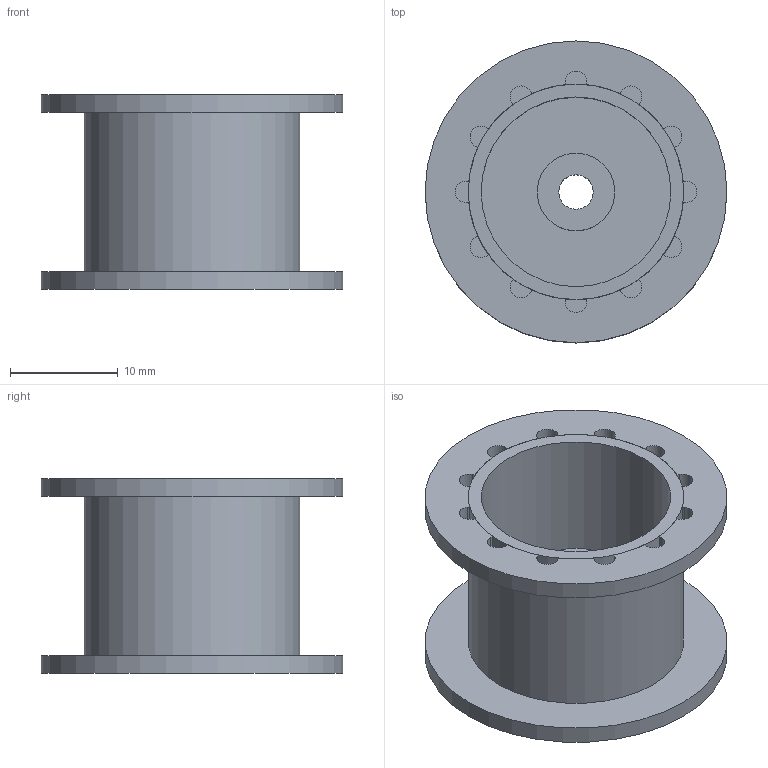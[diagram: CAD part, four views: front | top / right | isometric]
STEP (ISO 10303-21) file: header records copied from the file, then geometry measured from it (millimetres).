
FILE_DESCRIPTION(/* description */ (''),/* implementation_level */ '2;1');
FILE_NAME(/* name */ 'Spool.stp',/* time_stamp */ '2021-01-06T11:14:52-05:00',/* author */ ('elmar'),/* organization */ (''),/* preprocessor_version */ 'ST-DEVELOPER v18.1',/* originating_system */ 'Autodesk Inventor 2021',/* authorisation */ '');
FILE_SCHEMA (('AUTOMOTIVE_DESIGN { 1 0 10303 214 3 1 1 }'));
Length unit declared in the file: millimetre
Products named in the file (1): Spool
Bounding box: 28 x 28 x 18 mm (x, y, z)
Volume: 2840.1 mm3; surface area: 4398.7 mm2
Topology: 2 solids, 2 shells, 61 faces, 170 edges, 116 vertices
Faces by surface type: plane 31, cylinder 30
Full cylindrical faces by diameter (mm): 3.2 x1, 7.2 x1, 17.6 x1, 20 x1, 28 x2
Entity records: 2044 total; most frequent: DIRECTION 362, CARTESIAN_POINT 348, ORIENTED_EDGE 340, EDGE_CURVE 170, AXIS2_PLACEMENT_3D 130, VERTEX_POINT 116, LINE 102, VECTOR 102
